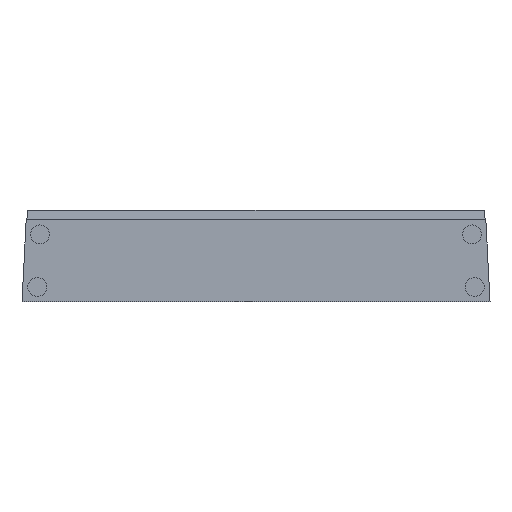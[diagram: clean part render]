
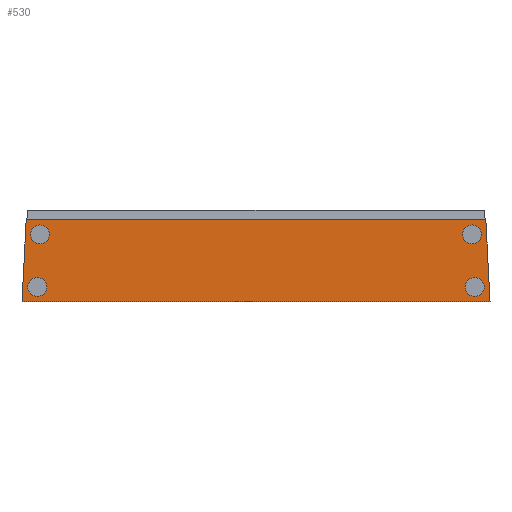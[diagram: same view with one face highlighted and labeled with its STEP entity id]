
A CAD part, front view. The second image highlights one B-rep face of the part: STEP entity #530.
In plain terms, the highlighted planar face has unit normal (0, -1, 0).
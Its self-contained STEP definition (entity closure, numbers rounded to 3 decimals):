
#35=FACE_BOUND('',#119,.T.);
#36=FACE_BOUND('',#120,.T.);
#37=FACE_BOUND('',#121,.T.);
#38=FACE_BOUND('',#122,.T.);
#41=CIRCLE('',#560,6.5);
#43=CIRCLE('',#564,6.5);
#45=CIRCLE('',#568,6.5);
#47=CIRCLE('',#572,6.5);
#80=FACE_OUTER_BOUND('',#118,.T.);
#118=EDGE_LOOP('',(#443,#444,#445,#446,#447,#448));
#119=EDGE_LOOP('',(#449));
#120=EDGE_LOOP('',(#450));
#121=EDGE_LOOP('',(#451));
#122=EDGE_LOOP('',(#452));
#159=LINE('',#861,#211);
#163=LINE('',#868,#215);
#167=LINE('',#876,#219);
#171=LINE('',#884,#223);
#172=LINE('',#886,#224);
#173=LINE('',#887,#225);
#211=VECTOR('',#711,10.);
#215=VECTOR('',#717,10.);
#219=VECTOR('',#725,10.);
#223=VECTOR('',#733,10.);
#224=VECTOR('',#736,10.);
#225=VECTOR('',#737,10.);
#236=VERTEX_POINT('',#767);
#251=VERTEX_POINT('',#808);
#253=VERTEX_POINT('',#815);
#255=VERTEX_POINT('',#822);
#257=VERTEX_POINT('',#829);
#266=VERTEX_POINT('',#860);
#268=VERTEX_POINT('',#866);
#270=VERTEX_POINT('',#874);
#271=VERTEX_POINT('',#880);
#272=VERTEX_POINT('',#882);
#300=EDGE_CURVE('',#251,#251,#41,.T.);
#303=EDGE_CURVE('',#253,#253,#43,.T.);
#306=EDGE_CURVE('',#255,#255,#45,.T.);
#309=EDGE_CURVE('',#257,#257,#47,.T.);
#323=EDGE_CURVE('',#236,#266,#159,.T.);
#327=EDGE_CURVE('',#268,#236,#163,.T.);
#331=EDGE_CURVE('',#270,#268,#167,.T.);
#335=EDGE_CURVE('',#271,#272,#171,.T.);
#336=EDGE_CURVE('',#271,#270,#172,.F.);
#337=EDGE_CURVE('',#266,#272,#173,.T.);
#443=ORIENTED_EDGE('',*,*,#336,.F.);
#444=ORIENTED_EDGE('',*,*,#335,.T.);
#445=ORIENTED_EDGE('',*,*,#337,.F.);
#446=ORIENTED_EDGE('',*,*,#323,.F.);
#447=ORIENTED_EDGE('',*,*,#327,.F.);
#448=ORIENTED_EDGE('',*,*,#331,.F.);
#449=ORIENTED_EDGE('',*,*,#300,.T.);
#450=ORIENTED_EDGE('',*,*,#303,.T.);
#451=ORIENTED_EDGE('',*,*,#306,.T.);
#452=ORIENTED_EDGE('',*,*,#309,.T.);
#498=PLANE('',#593);
#530=ADVANCED_FACE('',(#80,#35,#36,#37,#38),#498,.T.);
#560=AXIS2_PLACEMENT_3D('',#809,#646,#647);
#564=AXIS2_PLACEMENT_3D('',#816,#655,#656);
#568=AXIS2_PLACEMENT_3D('',#823,#664,#665);
#572=AXIS2_PLACEMENT_3D('',#830,#673,#674);
#593=AXIS2_PLACEMENT_3D('',#885,#734,#735);
#646=DIRECTION('center_axis',(0.,1.,0.));
#647=DIRECTION('ref_axis',(1.,0.,0.));
#655=DIRECTION('center_axis',(0.,1.,0.));
#656=DIRECTION('ref_axis',(1.,0.,0.));
#664=DIRECTION('center_axis',(0.,1.,0.));
#665=DIRECTION('ref_axis',(1.,0.,0.));
#673=DIRECTION('center_axis',(0.,1.,0.));
#674=DIRECTION('ref_axis',(1.,0.,0.));
#711=DIRECTION('',(1.,0.,0.));
#717=DIRECTION('',(1.,0.,0.));
#725=DIRECTION('',(1.,0.,0.));
#733=DIRECTION('',(1.,0.,0.));
#734=DIRECTION('center_axis',(0.,-1.,0.));
#735=DIRECTION('ref_axis',(0.,0.,-1.));
#736=DIRECTION('',(-0.051,0.,-0.999));
#737=DIRECTION('',(0.051,0.,-0.999));
#767=CARTESIAN_POINT('',(317.64,-2.6,36.931));
#808=CARTESIAN_POINT('',(3.007,-2.6,-9.321));
#809=CARTESIAN_POINT('Origin',(9.507,-2.6,-9.321));
#815=CARTESIAN_POINT('',(302.138,-2.6,26.931));
#816=CARTESIAN_POINT('Origin',(308.638,-2.6,26.931));
#822=CARTESIAN_POINT('',(4.862,-2.6,26.931));
#823=CARTESIAN_POINT('Origin',(11.362,-2.6,26.931));
#829=CARTESIAN_POINT('',(303.993,-2.6,-9.321));
#830=CARTESIAN_POINT('Origin',(310.493,-2.6,-9.321));
#860=CARTESIAN_POINT('',(318.14,-2.6,36.931));
#861=CARTESIAN_POINT('',(0.,-2.6,36.931));
#866=CARTESIAN_POINT('',(2.36,-2.6,36.931));
#868=CARTESIAN_POINT('',(0.,-2.6,36.931));
#874=CARTESIAN_POINT('',(1.86,-2.6,36.931));
#876=CARTESIAN_POINT('',(0.,-2.6,36.931));
#880=CARTESIAN_POINT('',(-1.018,-2.6,-19.321));
#882=CARTESIAN_POINT('',(321.018,-2.6,-19.321));
#884=CARTESIAN_POINT('',(0.,-2.6,-19.321));
#885=CARTESIAN_POINT('Origin',(0.,-2.6,36.931));
#886=CARTESIAN_POINT('',(1.22,-2.6,24.417));
#887=CARTESIAN_POINT('',(318.362,-2.6,32.582));
